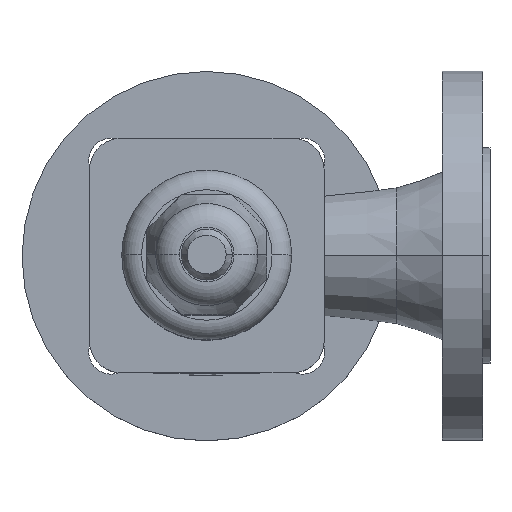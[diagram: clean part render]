
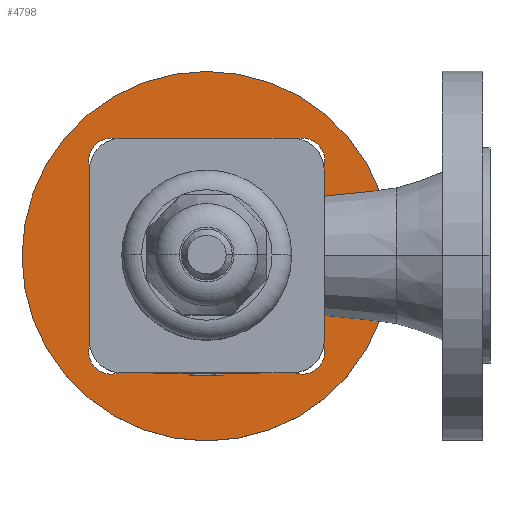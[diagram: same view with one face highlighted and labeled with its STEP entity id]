
A CAD part, top view. The second image highlights one B-rep face of the part: STEP entity #4798.
In plain terms, the highlighted planar face has unit normal (0, 0, 1).
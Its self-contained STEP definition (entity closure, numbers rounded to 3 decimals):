
#1892=CARTESIAN_POINT('',(75.,-0.,19.3));
#1893=VERTEX_POINT('',#1892);
#1894=CARTESIAN_POINT('',(-75.,0.,19.3));
#1895=VERTEX_POINT('',#1894);
#1896=CARTESIAN_POINT('',(0.,-0.,19.3));
#1897=DIRECTION('',(-0.,0.,-1.));
#1898=DIRECTION('',(-1.,0.,0.));
#1899=AXIS2_PLACEMENT_3D('',#1896,#1897,#1898);
#1900=CIRCLE('',#1899,75.);
#1901=EDGE_CURVE('',#1893,#1895,#1900,.T.);
#1945=CARTESIAN_POINT('',(34.,0.,19.3));
#1946=VERTEX_POINT('',#1945);
#1953=CARTESIAN_POINT('',(-34.,-0.,19.3));
#1954=VERTEX_POINT('',#1953);
#1955=CARTESIAN_POINT('',(0.,-0.,19.3));
#1956=DIRECTION('',(0.,0.,-1.));
#1957=DIRECTION('',(-1.,0.,0.));
#1958=AXIS2_PLACEMENT_3D('',#1955,#1956,#1957);
#1959=CIRCLE('',#1958,34.);
#1960=EDGE_CURVE('',#1954,#1946,#1959,.T.);
#3844=CARTESIAN_POINT('',(47.891,38.891,19.3));
#3845=VERTEX_POINT('',#3844);
#3846=CARTESIAN_POINT('',(29.891,38.891,19.3));
#3847=VERTEX_POINT('',#3846);
#3848=CARTESIAN_POINT('',(38.891,38.891,19.3));
#3849=DIRECTION('',(0.,0.,-1.));
#3850=DIRECTION('',(1.,0.,0.));
#3851=AXIS2_PLACEMENT_3D('',#3848,#3849,#3850);
#3852=CIRCLE('',#3851,9.);
#3853=EDGE_CURVE('',#3845,#3847,#3852,.T.);
#3897=CARTESIAN_POINT('',(29.891,-38.891,19.3));
#3898=VERTEX_POINT('',#3897);
#3905=CARTESIAN_POINT('',(47.891,-38.891,19.3));
#3906=VERTEX_POINT('',#3905);
#3907=CARTESIAN_POINT('',(38.891,-38.891,19.3));
#3908=DIRECTION('',(0.,0.,-1.));
#3909=DIRECTION('',(1.,0.,0.));
#3910=AXIS2_PLACEMENT_3D('',#3907,#3908,#3909);
#3911=CIRCLE('',#3910,9.);
#3912=EDGE_CURVE('',#3906,#3898,#3911,.T.);
#3928=CARTESIAN_POINT('',(-29.891,-38.891,19.3));
#3929=VERTEX_POINT('',#3928);
#3930=CARTESIAN_POINT('',(-47.891,-38.891,19.3));
#3931=VERTEX_POINT('',#3930);
#3932=CARTESIAN_POINT('',(-38.891,-38.891,19.3));
#3933=DIRECTION('',(0.,0.,-1.));
#3934=DIRECTION('',(1.,0.,0.));
#3935=AXIS2_PLACEMENT_3D('',#3932,#3933,#3934);
#3936=CIRCLE('',#3935,9.);
#3937=EDGE_CURVE('',#3929,#3931,#3936,.T.);
#3970=CARTESIAN_POINT('',(-47.891,38.891,19.3));
#3971=VERTEX_POINT('',#3970);
#3972=CARTESIAN_POINT('',(-29.891,38.891,19.3));
#3973=VERTEX_POINT('',#3972);
#3974=CARTESIAN_POINT('',(-38.891,38.891,19.3));
#3975=DIRECTION('',(0.,0.,-1.));
#3976=DIRECTION('',(1.,0.,0.));
#3977=AXIS2_PLACEMENT_3D('',#3974,#3975,#3976);
#3978=CIRCLE('',#3977,9.);
#3979=EDGE_CURVE('',#3971,#3973,#3978,.T.);
#4733=CARTESIAN_POINT('',(-54.5,0.,19.3));
#4734=DIRECTION('',(0.,-0.,1.));
#4735=DIRECTION('',(1.,-0.,-0.));
#4736=AXIS2_PLACEMENT_3D('',#4733,#4734,#4735);
#4737=PLANE('',#4736);
#4738=ORIENTED_EDGE('',*,*,#3979,.T.);
#4739=CARTESIAN_POINT('',(-38.891,38.891,19.3));
#4740=DIRECTION('',(0.,0.,-1.));
#4741=DIRECTION('',(1.,0.,0.));
#4742=AXIS2_PLACEMENT_3D('',#4739,#4740,#4741);
#4743=CIRCLE('',#4742,9.);
#4744=EDGE_CURVE('',#3973,#3971,#4743,.T.);
#4745=ORIENTED_EDGE('',*,*,#4744,.T.);
#4746=EDGE_LOOP('',(#4738,#4745));
#4747=FACE_BOUND('',#4746,.T.);
#4748=ORIENTED_EDGE('',*,*,#3937,.T.);
#4749=CARTESIAN_POINT('',(-38.891,-38.891,19.3));
#4750=DIRECTION('',(0.,0.,-1.));
#4751=DIRECTION('',(1.,0.,0.));
#4752=AXIS2_PLACEMENT_3D('',#4749,#4750,#4751);
#4753=CIRCLE('',#4752,9.);
#4754=EDGE_CURVE('',#3931,#3929,#4753,.T.);
#4755=ORIENTED_EDGE('',*,*,#4754,.T.);
#4756=EDGE_LOOP('',(#4748,#4755));
#4757=FACE_BOUND('',#4756,.T.);
#4758=ORIENTED_EDGE('',*,*,#3912,.T.);
#4759=CARTESIAN_POINT('',(38.891,-38.891,19.3));
#4760=DIRECTION('',(0.,0.,-1.));
#4761=DIRECTION('',(1.,0.,0.));
#4762=AXIS2_PLACEMENT_3D('',#4759,#4760,#4761);
#4763=CIRCLE('',#4762,9.);
#4764=EDGE_CURVE('',#3898,#3906,#4763,.T.);
#4765=ORIENTED_EDGE('',*,*,#4764,.T.);
#4766=EDGE_LOOP('',(#4758,#4765));
#4767=FACE_BOUND('',#4766,.T.);
#4768=ORIENTED_EDGE('',*,*,#3853,.T.);
#4769=CARTESIAN_POINT('',(38.891,38.891,19.3));
#4770=DIRECTION('',(0.,0.,-1.));
#4771=DIRECTION('',(1.,0.,0.));
#4772=AXIS2_PLACEMENT_3D('',#4769,#4770,#4771);
#4773=CIRCLE('',#4772,9.);
#4774=EDGE_CURVE('',#3847,#3845,#4773,.T.);
#4775=ORIENTED_EDGE('',*,*,#4774,.T.);
#4776=EDGE_LOOP('',(#4768,#4775));
#4777=FACE_BOUND('',#4776,.T.);
#4778=ORIENTED_EDGE('',*,*,#1960,.T.);
#4779=CARTESIAN_POINT('',(0.,-0.,19.3));
#4780=DIRECTION('',(0.,0.,-1.));
#4781=DIRECTION('',(-1.,0.,0.));
#4782=AXIS2_PLACEMENT_3D('',#4779,#4780,#4781);
#4783=CIRCLE('',#4782,34.);
#4784=EDGE_CURVE('',#1946,#1954,#4783,.T.);
#4785=ORIENTED_EDGE('',*,*,#4784,.T.);
#4786=EDGE_LOOP('',(#4778,#4785));
#4787=FACE_BOUND('',#4786,.T.);
#4788=ORIENTED_EDGE('',*,*,#1901,.F.);
#4789=CARTESIAN_POINT('',(0.,-0.,19.3));
#4790=DIRECTION('',(-0.,0.,-1.));
#4791=DIRECTION('',(-1.,0.,0.));
#4792=AXIS2_PLACEMENT_3D('',#4789,#4790,#4791);
#4793=CIRCLE('',#4792,75.);
#4794=EDGE_CURVE('',#1895,#1893,#4793,.T.);
#4795=ORIENTED_EDGE('',*,*,#4794,.F.);
#4796=EDGE_LOOP('',(#4788,#4795));
#4797=FACE_BOUND('',#4796,.T.);
#4798=ADVANCED_FACE('',(#4747,#4757,#4767,#4777,#4787,#4797),#4737,.T.);
